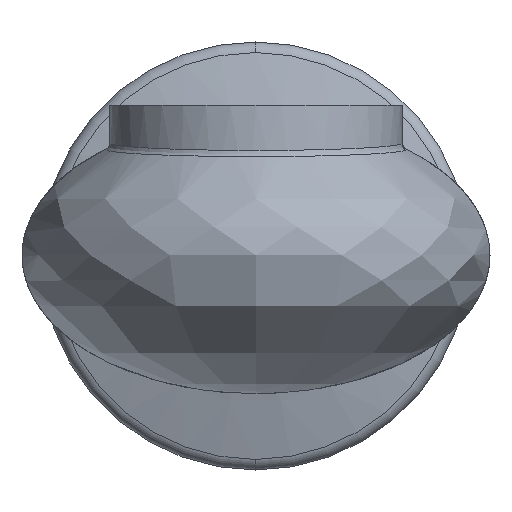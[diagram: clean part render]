
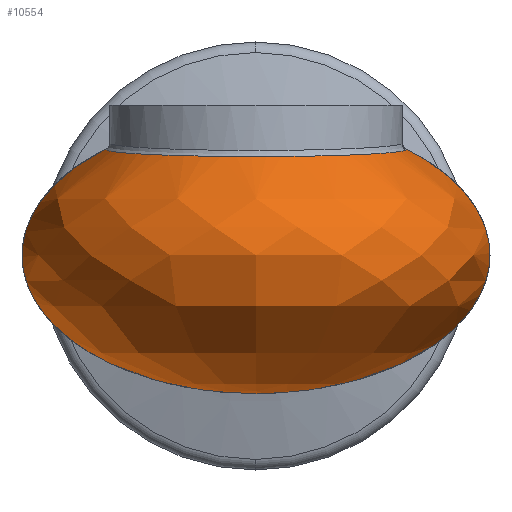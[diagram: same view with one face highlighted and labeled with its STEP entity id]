
A CAD part, left-side view. The second image highlights one B-rep face of the part: STEP entity #10554.
In plain terms, the highlighted free-form (B-spline) face has degree [2, 2] with [5, 5] control points.
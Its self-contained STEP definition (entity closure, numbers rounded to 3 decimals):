
#10251=CARTESIAN_POINT('',(-36.437,12.313,5.306));
#10252=VERTEX_POINT('',#10251);
#10260=CARTESIAN_POINT('',(-36.437,-8.742,5.306));
#10261=VERTEX_POINT('',#10260);
#10262=CARTESIAN_POINT('',(-36.437,12.313,5.306));
#10263=CARTESIAN_POINT('',(-38.489,12.312,5.212));
#10264=CARTESIAN_POINT('',(-40.538,11.697,5.116));
#10265=CARTESIAN_POINT('',(-43.673,9.61,4.967));
#10266=CARTESIAN_POINT('',(-44.846,8.332,4.91));
#10267=CARTESIAN_POINT('',(-46.174,5.909,4.846));
#10268=CARTESIAN_POINT('',(-46.541,4.902,4.828));
#10269=CARTESIAN_POINT('',(-46.887,3.174,4.811));
#10270=CARTESIAN_POINT('',(-46.955,2.483,4.807));
#10271=CARTESIAN_POINT('',(-46.957,0.747,4.807));
#10272=CARTESIAN_POINT('',(-46.798,-0.319,4.815));
#10273=CARTESIAN_POINT('',(-45.985,-2.944,4.855));
#10274=CARTESIAN_POINT('',(-45.083,-4.44,4.899));
#10275=CARTESIAN_POINT('',(-42.39,-7.152,5.028));
#10276=CARTESIAN_POINT('',(-40.388,-8.206,5.123));
#10277=CARTESIAN_POINT('',(-37.655,-8.688,5.25));
#10278=CARTESIAN_POINT('',(-37.043,-8.742,5.278));
#10279=CARTESIAN_POINT('',(-36.437,-8.742,5.306));
#10280=B_SPLINE_CURVE_WITH_KNOTS('',3,(#10262,#10263,#10264,#10265,#10266,#10267,#10268,#10269,#10270,#10271,#10272,#10273,#10274,#10275,#10276,#10277,#10278,#10279),.UNSPECIFIED.,.F.,.U.,(4,2,2,2,2,2,2,2,4),(-3.36,-2.73,-2.215,-1.89,-1.68,-1.358,-0.843,-0.186,0.0),.UNSPECIFIED.);
#10281=EDGE_CURVE('',#10252,#10261,#10280,.T.);
#10359=CARTESIAN_POINT('',(-35.457,-8.742,5.328));
#10360=VERTEX_POINT('',#10359);
#10374=CARTESIAN_POINT('',(-36.437,-8.742,5.306));
#10375=CARTESIAN_POINT('',(-36.396,-8.742,5.308));
#10376=CARTESIAN_POINT('',(-36.355,-8.742,5.31));
#10377=CARTESIAN_POINT('',(-36.249,-8.742,5.314));
#10378=CARTESIAN_POINT('',(-36.184,-8.742,5.316));
#10379=CARTESIAN_POINT('',(-36.014,-8.742,5.321));
#10380=CARTESIAN_POINT('',(-35.91,-8.742,5.324));
#10381=CARTESIAN_POINT('',(-35.689,-8.742,5.327));
#10382=CARTESIAN_POINT('',(-35.573,-8.742,5.328));
#10383=CARTESIAN_POINT('',(-35.457,-8.742,5.328));
#10384=B_SPLINE_CURVE_WITH_KNOTS('',3,(#10374,#10375,#10376,#10377,#10378,#10379,#10380,#10381,#10382,#10383),.UNSPECIFIED.,.F.,.U.,(4,2,2,2,4),(-0.1,-0.088,-0.068,-0.036,0.),.UNSPECIFIED.);
#10385=EDGE_CURVE('',#10261,#10360,#10384,.T.);
#10451=CARTESIAN_POINT('',(-35.457,12.314,5.328));
#10452=VERTEX_POINT('',#10451);
#10464=CARTESIAN_POINT('',(-35.457,12.314,5.328));
#10465=CARTESIAN_POINT('',(-35.573,12.314,5.328));
#10466=CARTESIAN_POINT('',(-35.689,12.314,5.327));
#10467=CARTESIAN_POINT('',(-35.91,12.314,5.324));
#10468=CARTESIAN_POINT('',(-36.014,12.314,5.321));
#10469=CARTESIAN_POINT('',(-36.184,12.314,5.316));
#10470=CARTESIAN_POINT('',(-36.249,12.314,5.314));
#10471=CARTESIAN_POINT('',(-36.355,12.314,5.31));
#10472=CARTESIAN_POINT('',(-36.396,12.313,5.308));
#10473=CARTESIAN_POINT('',(-36.437,12.313,5.306));
#10474=B_SPLINE_CURVE_WITH_KNOTS('',3,(#10464,#10465,#10466,#10467,#10468,#10469,#10470,#10471,#10472,#10473),.UNSPECIFIED.,.F.,.U.,(4,2,2,2,4),(-0.1,-0.065,-0.033,-0.013,0.0),.UNSPECIFIED.);
#10475=EDGE_CURVE('',#10452,#10252,#10474,.T.);
#10482=CARTESIAN_POINT('',(-35.457,12.254,5.358));
#10483=CARTESIAN_POINT('',(-35.457,18.186,2.449));
#10484=CARTESIAN_POINT('',(-35.457,18.186,-2.109));
#10485=CARTESIAN_POINT('',(-35.457,18.186,-11.809));
#10486=CARTESIAN_POINT('',(-35.457,1.786,-11.809));
#10487=CARTESIAN_POINT('',(-45.925,12.254,5.358));
#10488=CARTESIAN_POINT('',(-51.857,18.186,2.449));
#10489=CARTESIAN_POINT('',(-51.857,18.186,-2.109));
#10490=CARTESIAN_POINT('',(-51.857,18.186,-11.809));
#10491=CARTESIAN_POINT('',(-35.457,1.786,-11.809));
#10492=CARTESIAN_POINT('',(-45.925,1.786,5.358));
#10493=CARTESIAN_POINT('',(-51.857,1.786,2.449));
#10494=CARTESIAN_POINT('',(-51.857,1.786,-2.109));
#10495=CARTESIAN_POINT('',(-51.857,1.786,-11.809));
#10496=CARTESIAN_POINT('',(-35.457,1.786,-11.809));
#10497=CARTESIAN_POINT('',(-45.925,-8.682,5.358));
#10498=CARTESIAN_POINT('',(-51.857,-14.614,2.449));
#10499=CARTESIAN_POINT('',(-51.857,-14.614,-2.109));
#10500=CARTESIAN_POINT('',(-51.857,-14.614,-11.809));
#10501=CARTESIAN_POINT('',(-35.457,1.786,-11.809));
#10502=CARTESIAN_POINT('',(-35.457,-8.682,5.358));
#10503=CARTESIAN_POINT('',(-35.457,-14.614,2.449));
#10504=CARTESIAN_POINT('',(-35.457,-14.614,-2.109));
#10505=CARTESIAN_POINT('',(-35.457,-14.614,-11.809));
#10506=CARTESIAN_POINT('',(-35.457,1.786,-11.809));
#10514=(BOUNDED_SURFACE()B_SPLINE_SURFACE(2,2,((#10482,#10487,#10492,#10497,#10502),(#10483,#10488,#10493,#10498,#10503),(#10484,#10489,#10494,#10499,#10504),(#10485,#10490,#10495,#10500,#10505),(#10486,#10491,#10496,#10501,#10506)),.UNSPECIFIED.,.F.,.F.,.U.)B_SPLINE_SURFACE_WITH_KNOTS((3,2,3),(3,2,3),(0.697,1.571,3.142),(0.0,1.571,3.142),.UNSPECIFIED.)GEOMETRIC_REPRESENTATION_ITEM()RATIONAL_B_SPLINE_SURFACE(((0.855,0.605,0.855,0.605,0.855),(0.837,0.592,0.837,0.592,0.837),(1.0,0.707,1.0,0.707,1.0),(0.707,0.5,0.707,0.5,0.707),(1.0,0.707,1.0,0.707,1.0)))REPRESENTATION_ITEM('')SURFACE());
#10515=ORIENTED_EDGE('',*,*,#10385,.F.);
#10516=ORIENTED_EDGE('',*,*,#10281,.F.);
#10517=ORIENTED_EDGE('',*,*,#10475,.F.);
#10518=CARTESIAN_POINT('',(-35.457,12.036,-9.681));
#10519=VERTEX_POINT('',#10518);
#10520=CARTESIAN_POINT('',(-35.457,1.786,-2.109));
#10521=DIRECTION('',(-1.0,0.0,0.0));
#10522=DIRECTION('',(0.0,0.0,1.0));
#10523=AXIS2_PLACEMENT_3D('',#10520,#10521,#10522);
#10524=ELLIPSE('',#10523,9.7,16.4);
#10525=EDGE_CURVE('',#10452,#10519,#10524,.T.);
#10526=ORIENTED_EDGE('',*,*,#10525,.T.);
#10527=CARTESIAN_POINT('',(-35.457,1.786,-11.809));
#10528=VERTEX_POINT('',#10527);
#10529=CARTESIAN_POINT('',(-35.457,1.786,-2.109));
#10530=DIRECTION('',(-1.0,0.0,0.0));
#10531=DIRECTION('',(0.0,0.0,1.0));
#10532=AXIS2_PLACEMENT_3D('',#10529,#10530,#10531);
#10533=ELLIPSE('',#10532,9.7,16.4);
#10534=EDGE_CURVE('',#10519,#10528,#10533,.T.);
#10535=ORIENTED_EDGE('',*,*,#10534,.T.);
#10536=CARTESIAN_POINT('',(-35.457,-8.464,-9.681));
#10537=VERTEX_POINT('',#10536);
#10538=CARTESIAN_POINT('',(-35.457,1.786,-2.109));
#10539=DIRECTION('',(-1.0,0.0,0.0));
#10540=DIRECTION('',(0.0,0.0,1.0));
#10541=AXIS2_PLACEMENT_3D('',#10538,#10539,#10540);
#10542=ELLIPSE('',#10541,9.7,16.4);
#10543=EDGE_CURVE('',#10528,#10537,#10542,.T.);
#10544=ORIENTED_EDGE('',*,*,#10543,.T.);
#10545=CARTESIAN_POINT('',(-35.457,1.786,-2.109));
#10546=DIRECTION('',(-1.0,0.0,0.0));
#10547=DIRECTION('',(0.0,0.0,1.0));
#10548=AXIS2_PLACEMENT_3D('',#10545,#10546,#10547);
#10549=ELLIPSE('',#10548,9.7,16.4);
#10550=EDGE_CURVE('',#10537,#10360,#10549,.T.);
#10551=ORIENTED_EDGE('',*,*,#10550,.T.);
#10552=EDGE_LOOP('',(#10515,#10516,#10517,#10526,#10535,#10544,#10551));
#10553=FACE_OUTER_BOUND('',#10552,.T.);
#10554=ADVANCED_FACE('',(#10553),#10514,.T.);
